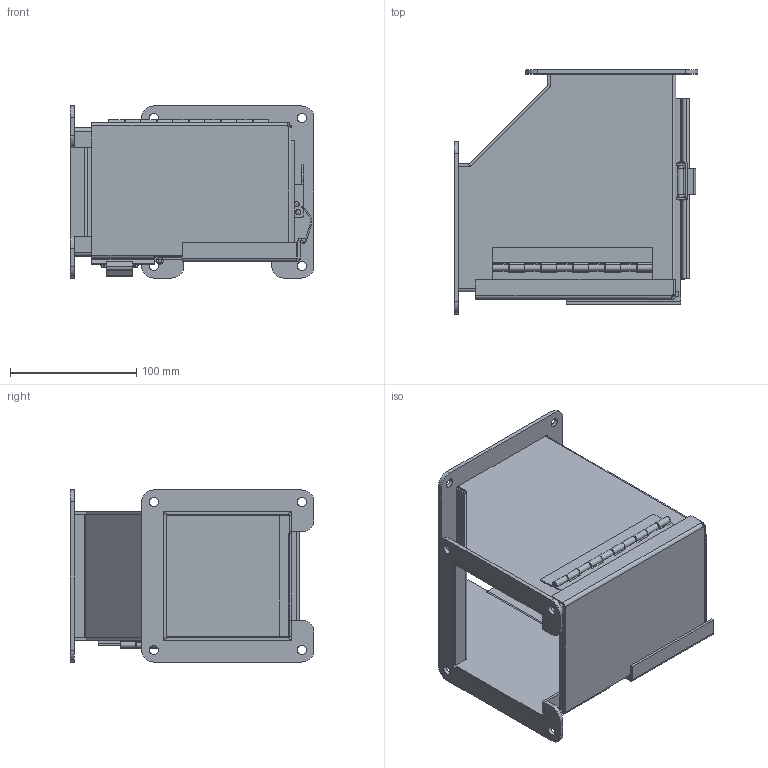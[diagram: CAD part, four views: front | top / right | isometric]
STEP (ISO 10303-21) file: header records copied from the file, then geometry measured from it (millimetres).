
FILE_DESCRIPTION(/* description */ (''),/* implementation_level */ '2;1');
FILE_NAME(/* name */ 'LJW904CW.stp',/* time_stamp */ '2017-03-23T14:07:26+06:00',/* author */ ('mgunasekar'),/* organization */ (''),/* preprocessor_version */ 'ST-DEVELOPER v16.1',/* originating_system */ 'Autodesk Inventor 2016',/* authorisation */ '');
FILE_SCHEMA (('AUTOMOTIVE_DESIGN { 1 0 10303 214 3 1 1 }'));
Length unit declared in the file: inch
Products named in the file (18): PART1; PART2; PART3; PART4; PART5; 35011; LJW904CWGASKET; LJW4RINGP; LJW904CWBT; LJW904CWBACKLID; 328120LH; 328120P; 328120TH; 328120; LJW904CMAIN; LJW904CWTAB; LJW904CWTOPLID; LJW904CW
Assembly tree (21 placements, depth 3):
  LJW904CW
    35011  x2
      PART1
      PART2
      PART3
      PART4
      PART5
    LJW904CWGASKET  x2
    LJW4RINGP  x2
    LJW904CWBT
    LJW904CWBACKLID
    328120  x2
      328120LH
      328120P
      328120TH
    LJW904CMAIN
    LJW904CWTAB
    LJW904CWTOPLID
Bounding box: 193.38 x 193.38 x 136.53 mm (x, y, z)
Volume: 332315.8 mm3; surface area: 340254.2 mm2
Topology: 25 solids, 25 shells, 564 faces, 1431 edges, 917 vertices
Faces by surface type: plane 368, cylinder 175, bspline 21
Full cylindrical faces by diameter (mm): 2.54 x2, 2.957 x20, 3.454 x4, 3.946 x12, 4.286 x8, 7.144 x8
Entity records: 11561 total; most frequent: CARTESIAN_POINT 2319, DIRECTION 1807, ORIENTED_EDGE 1730, EDGE_CURVE 865, LINE 637, VECTOR 637, AXIS2_PLACEMENT_3D 585, VERTEX_POINT 559
